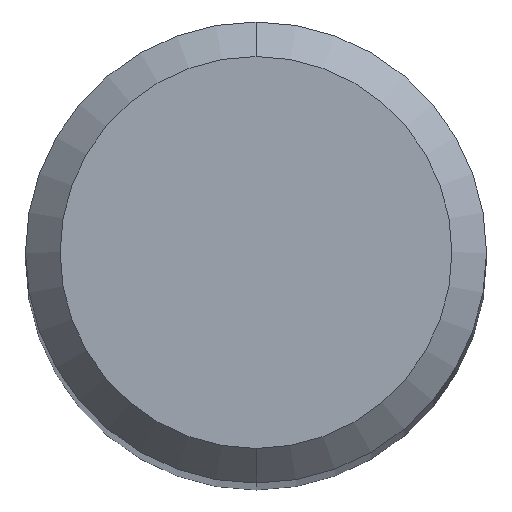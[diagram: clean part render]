
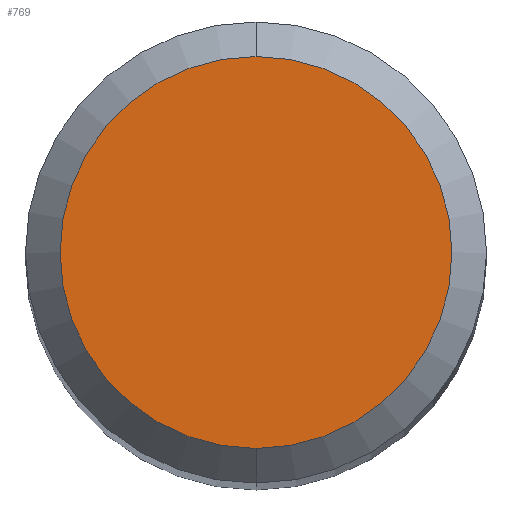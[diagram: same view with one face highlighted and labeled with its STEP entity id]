
A CAD part, top view. The second image highlights one B-rep face of the part: STEP entity #769.
In plain terms, the highlighted planar face has unit normal (0, 0, 1).
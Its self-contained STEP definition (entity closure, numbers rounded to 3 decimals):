
#695=EDGE_CURVE('',#1177,#1119,#1541,.T.);
#769=ADVANCED_FACE('',(#1616),#1617,.T.);
#1119=VERTEX_POINT('',#2005);
#1177=VERTEX_POINT('',#2068);
#1187=EDGE_CURVE('',#1119,#1177,#2079,.T.);
#1541=CIRCLE('',#3226,1.7);
#1616=FACE_OUTER_BOUND('',#3423,.T.);
#1617=PLANE('',#3424);
#2005=CARTESIAN_POINT('',(0.,-1.7,0.0));
#2068=CARTESIAN_POINT('',(0.0,1.7,0.0));
#2079=CIRCLE('',#5320,1.7);
#3226=AXIS2_PLACEMENT_3D('',#5996,#5997,#5998);
#3423=EDGE_LOOP('',(#6039,#6040));
#3424=AXIS2_PLACEMENT_3D('',#6041,#6042,#6043);
#5320=AXIS2_PLACEMENT_3D('',#6618,#6619,#6620);
#5996=CARTESIAN_POINT('',(0.0,0.0,0.0));
#5997=DIRECTION('',(0.0,0.0,-1.0));
#5998=DIRECTION('',(0.0,1.0,0.0));
#6039=ORIENTED_EDGE('',*,*,#695,.F.);
#6040=ORIENTED_EDGE('',*,*,#1187,.F.);
#6041=CARTESIAN_POINT('',(0.0,0.85,0.0));
#6042=DIRECTION('',(-0.0,0.0,1.0));
#6043=DIRECTION('',(0.0,-1.0,0.0));
#6618=CARTESIAN_POINT('',(0.0,0.0,0.0));
#6619=DIRECTION('',(0.0,0.0,-1.0));
#6620=DIRECTION('',(0.0,1.0,0.0));
